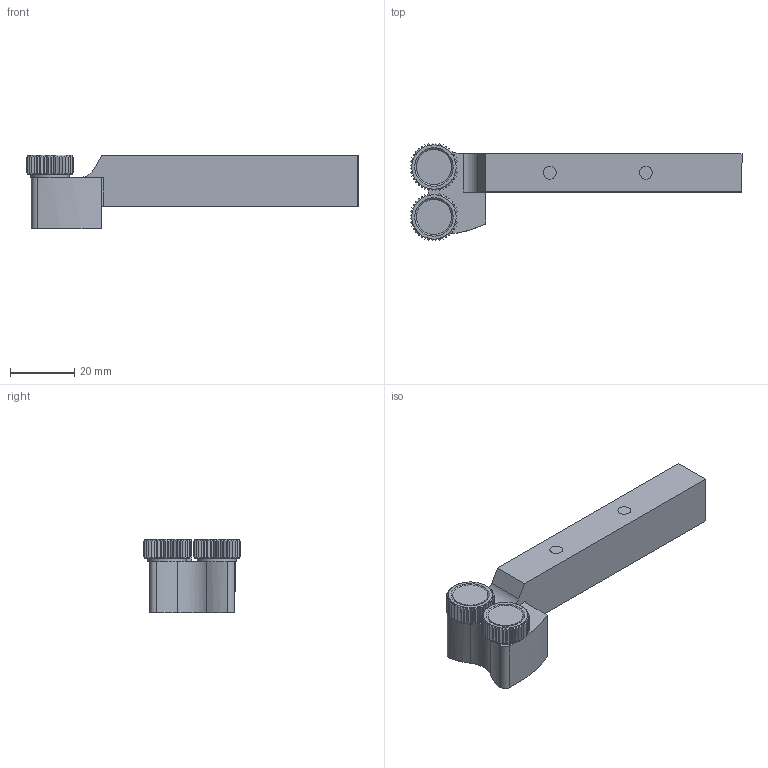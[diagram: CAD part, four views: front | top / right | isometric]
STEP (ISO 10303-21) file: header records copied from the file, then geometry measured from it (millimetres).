
FILE_DESCRIPTION(/* description */ (''),/* implementation_level */ '2;1');
FILE_NAME(/* name */ '32000230.stp',/* time_stamp */ '2022-02-15T14:46:05+01:00',/* author */ ('bueker'),/* organization */ (''),/* preprocessor_version */ 'ST-DEVELOPER v18.1',/* originating_system */ 'Autodesk Inventor 2022',/* authorisation */ '');
FILE_SCHEMA (('AUTOMOTIVE_DESIGN { 1 0 10303 214 3 1 1 }'));
Length unit declared in the file: millimetre
Products named in the file (3): 32000217; 41006786-B; 32000230
Assembly tree (3 placements, depth 2):
  32000217
    41006786-B  x2
    32000230
Bounding box: 103.68 x 30.56 x 23 mm (x, y, z)
Volume: 25789.6 mm3; surface area: 9432.1 mm2
Topology: 3 solids, 3 shells, 463 faces, 1008 edges, 564 vertices
Faces by surface type: plane 194, cone 167, cylinder 102
Full cylindrical faces by diameter (mm): 6 x4, 6.1 x2, 10.9 x2, 11 x2, 12 x2
Entity records: 6895 total; most frequent: CARTESIAN_POINT 1474, DIRECTION 1141, ORIENTED_EDGE 1106, EDGE_CURVE 553, AXIS2_PLACEMENT_3D 488, VERTEX_POINT 314, EDGE_LOOP 269, FACE_OUTER_BOUND 255
